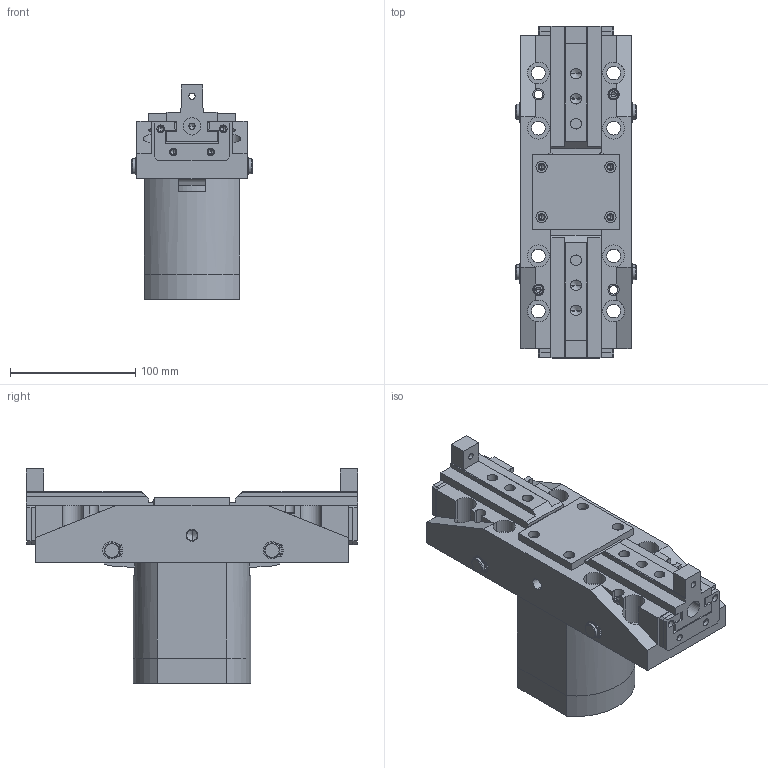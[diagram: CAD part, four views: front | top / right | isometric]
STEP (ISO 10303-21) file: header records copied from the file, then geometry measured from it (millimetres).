
FILE_DESCRIPTION (( 'STEP AP203' ), '1' );
FILE_NAME ('HCP-30A.STEP', '2022-08-26T07:06:57', ( '微软用户' ), ( '微软中国' ), 'SwSTEP 2.0', 'SolidWorks 2012', '' );
FILE_SCHEMA (( 'CONFIG_CONTROL_DESIGN' ));
Length unit declared in the file: millimetre
Products named in the file (14): HCP-30A; circlips for shaft--type a large gb_GB_CONNECTING_PIECE_RING_RRA 12; HCP-20-裔啣; HCP-20-蚐猾揤啣; HCP-30A-賑輸; HCP-30A-賑寢釱; HCP-20-埴翐种; HCP-20-蚐猾; HCP-20-樓Ч杶; HCP-20-綴裔; HCP-20-滅鳥團啣; HCP-20-隅弇种B; HCP-20-隅弇种A; HCP-30-掛极
Assembly tree (22 placements, depth 2):
  HCP-30A
    HCP-30-掛极
    HCP-20-隅弇种A  x2
    HCP-20-隅弇种B
    HCP-20-滅鳥團啣
    HCP-20-綴裔
    HCP-20-樓Ч杶  x2
    HCP-20-蚐猾  x2
    HCP-20-埴翐种  x2
    HCP-30A-賑寢釱
    HCP-30A-賑輸  x2
    HCP-20-蚐猾揤啣  x2
    HCP-20-裔啣
    circlips for shaft--type a large gb_GB_CONNECTING_PIECE_RING_RRA 12  x4
Bounding box: 96 x 265 x 171 mm (x, y, z)
Volume: 1588390.9 mm3; surface area: 272862.7 mm2
Topology: 22 solids, 22 shells, 784 faces, 2014 edges, 1267 vertices
Faces by surface type: cylinder 331, plane 331, cone 122
Entity records: 18370 total; most frequent: CARTESIAN_POINT 3079, DIRECTION 2980, ORIENTED_EDGE 2686, EDGE_CURVE 1343, AXIS2_PLACEMENT_3D 1090, VERTEX_POINT 871, LINE 800, VECTOR 800
